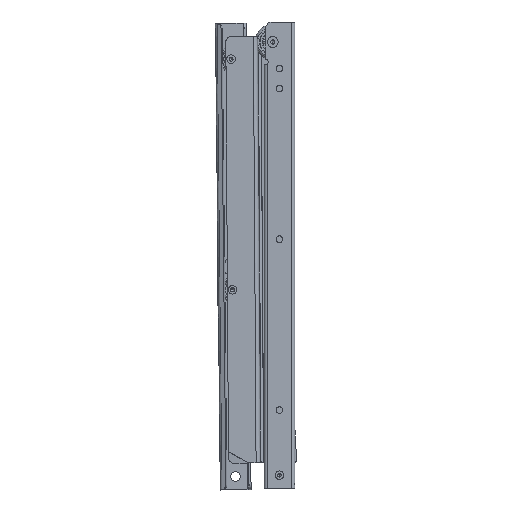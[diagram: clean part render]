
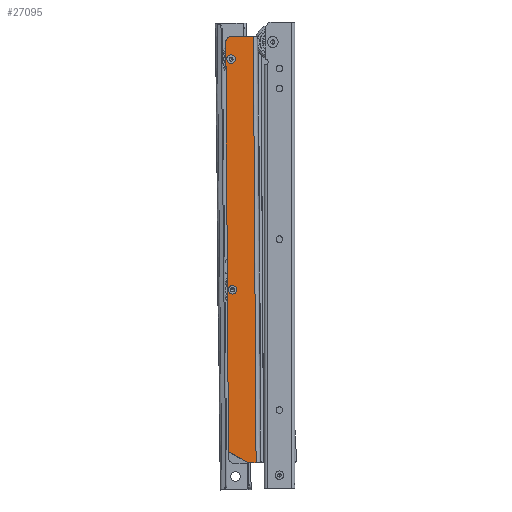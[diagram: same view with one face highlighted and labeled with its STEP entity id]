
A CAD part, left-side view. The second image highlights one B-rep face of the part: STEP entity #27095.
In plain terms, the highlighted planar face has unit normal (-1, 0, 0).
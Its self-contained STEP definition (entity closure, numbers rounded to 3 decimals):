
#5 = DIRECTION ( 'NONE',  ( 0., -1., 0. ) ) ;
#616 = VERTEX_POINT ( 'NONE', #44435 ) ;
#637 = EDGE_CURVE ( 'NONE', #47300, #3855, #15814, .T. ) ;
#2169 = DIRECTION ( 'NONE',  ( 0., -1., 0. ) ) ;
#2494 = CARTESIAN_POINT ( 'NONE',  ( -7.5, 1.225, 0. ) ) ;
#3207 = LINE ( 'NONE', #35587, #21375 ) ;
#3471 = DIRECTION ( 'NONE',  ( -1., 0., 0. ) ) ;
#3794 = CARTESIAN_POINT ( 'NONE',  ( -7.5, 18.1, -17. ) ) ;
#3855 = VERTEX_POINT ( 'NONE', #22529 ) ;
#4036 = EDGE_CURVE ( 'NONE', #41237, #48727, #13958, .T. ) ;
#4105 = ORIENTED_EDGE ( 'NONE', *, *, #20946, .T. ) ;
#5791 = CIRCLE ( 'NONE', #14491, 4. ) ;
#6365 = CARTESIAN_POINT ( 'NONE',  ( -7.5, 18.1, -13.8 ) ) ;
#6417 = DIRECTION ( 'NONE',  ( 0., 0., 1. ) ) ;
#7434 = DIRECTION ( 'NONE',  ( 1., 0., 0. ) ) ;
#8404 = DIRECTION ( 'NONE',  ( 1., 0., 0. ) ) ;
#9516 = ORIENTED_EDGE ( 'NONE', *, *, #51904, .T. ) ;
#10812 = AXIS2_PLACEMENT_3D ( 'NONE', #44013, #3471, #39911 ) ;
#13544 = VERTEX_POINT ( 'NONE', #2494 ) ;
#13958 = LINE ( 'NONE', #17738, #52487 ) ;
#14491 = AXIS2_PLACEMENT_3D ( 'NONE', #45489, #24174, #27482 ) ;
#14635 = FACE_BOUND ( 'NONE', #16905, .T. ) ;
#15618 = VERTEX_POINT ( 'NONE', #6365 ) ;
#15814 = CIRCLE ( 'NONE', #34936, 3.2 ) ;
#16666 = LINE ( 'NONE', #46549, #32755 ) ;
#16905 = EDGE_LOOP ( 'NONE', ( #26170, #4105 ) ) ;
#17620 = EDGE_CURVE ( 'NONE', #39290, #13544, #32957, .T. ) ;
#17738 = CARTESIAN_POINT ( 'NONE',  ( -7.5, 18.121, -313.454 ) ) ;
#17899 = ORIENTED_EDGE ( 'NONE', *, *, #21819, .T. ) ;
#18107 = AXIS2_PLACEMENT_3D ( 'NONE', #47555, #36156, #2169 ) ;
#18621 = CARTESIAN_POINT ( 'NONE',  ( -7.5, 1.225, -320. ) ) ;
#20079 = EDGE_LOOP ( 'NONE', ( #26563, #37953, #29747, #48425, #9516, #48956 ) ) ;
#20946 = EDGE_CURVE ( 'NONE', #49154, #15618, #32909, .T. ) ;
#21375 = VECTOR ( 'NONE', #44017, 1000. ) ;
#21819 = EDGE_CURVE ( 'NONE', #3855, #47300, #25172, .T. ) ;
#22529 = CARTESIAN_POINT ( 'NONE',  ( -7.5, 18.1, -186.8 ) ) ;
#23667 = EDGE_CURVE ( 'NONE', #616, #13544, #47207, .T. ) ;
#24174 = DIRECTION ( 'NONE',  ( -1., 0., 0. ) ) ;
#24244 = CARTESIAN_POINT ( 'NONE',  ( -7.5, 17.9, 0. ) ) ;
#25172 = CIRCLE ( 'NONE', #45138, 3.2 ) ;
#25788 = DIRECTION ( 'NONE',  ( 1., 0., 0. ) ) ;
#26170 = ORIENTED_EDGE ( 'NONE', *, *, #33628, .T. ) ;
#26206 = DIRECTION ( 'NONE',  ( 0., 0.866, 0.5 ) ) ;
#26230 = VERTEX_POINT ( 'NONE', #35923 ) ;
#26563 = ORIENTED_EDGE ( 'NONE', *, *, #4036, .F. ) ;
#27095 = ADVANCED_FACE ( 'NONE', ( #48078, #14635, #27422 ), #31775, .T. ) ;
#27422 = FACE_OUTER_BOUND ( 'NONE', #20079, .T. ) ;
#27482 = DIRECTION ( 'NONE',  ( 0., -1., 0. ) ) ;
#28131 = CARTESIAN_POINT ( 'NONE',  ( -7.5, 6.783, -320. ) ) ;
#28715 = ORIENTED_EDGE ( 'NONE', *, *, #637, .T. ) ;
#29747 = ORIENTED_EDGE ( 'NONE', *, *, #23667, .T. ) ;
#31775 = PLANE ( 'NONE',  #10812 ) ;
#32755 = VECTOR ( 'NONE', #42454, 1000. ) ;
#32909 = CIRCLE ( 'NONE', #18107, 3.2 ) ;
#32957 = LINE ( 'NONE', #36255, #47269 ) ;
#33628 = EDGE_CURVE ( 'NONE', #15618, #49154, #41741, .T. ) ;
#33974 = CARTESIAN_POINT ( 'NONE',  ( -7.5, 18.1, -190. ) ) ;
#34936 = AXIS2_PLACEMENT_3D ( 'NONE', #44691, #7434, #36278 ) ;
#35215 = EDGE_LOOP ( 'NONE', ( #17899, #28715 ) ) ;
#35587 = CARTESIAN_POINT ( 'NONE',  ( -7.5, 21.9, -320. ) ) ;
#35923 = CARTESIAN_POINT ( 'NONE',  ( -7.5, 21.9, -4. ) ) ;
#36156 = DIRECTION ( 'NONE',  ( 1., 0., 0. ) ) ;
#36255 = CARTESIAN_POINT ( 'NONE',  ( -7.5, 21.9, 0. ) ) ;
#36278 = DIRECTION ( 'NONE',  ( 0., -1., 0. ) ) ;
#36774 = CARTESIAN_POINT ( 'NONE',  ( -7.5, 18.1, -193.2 ) ) ;
#37953 = ORIENTED_EDGE ( 'NONE', *, *, #44920, .T. ) ;
#39290 = VERTEX_POINT ( 'NONE', #24244 ) ;
#39911 = DIRECTION ( 'NONE',  ( 0., -1., 0. ) ) ;
#40607 = EDGE_CURVE ( 'NONE', #48727, #26230, #3207, .T. ) ;
#41237 = VERTEX_POINT ( 'NONE', #28131 ) ;
#41741 = CIRCLE ( 'NONE', #44414, 3.2 ) ;
#42113 = DIRECTION ( 'NONE',  ( 0., -1., 0. ) ) ;
#42454 = DIRECTION ( 'NONE',  ( 0., -1., 0. ) ) ;
#44013 = CARTESIAN_POINT ( 'NONE',  ( -7.5, 21.9, -320. ) ) ;
#44017 = DIRECTION ( 'NONE',  ( 0., 0., 1. ) ) ;
#44414 = AXIS2_PLACEMENT_3D ( 'NONE', #3794, #8404, #5 ) ;
#44435 = CARTESIAN_POINT ( 'NONE',  ( -7.5, 1.225, -320. ) ) ;
#44691 = CARTESIAN_POINT ( 'NONE',  ( -7.5, 18.1, -190. ) ) ;
#44920 = EDGE_CURVE ( 'NONE', #41237, #616, #16666, .T. ) ;
#45138 = AXIS2_PLACEMENT_3D ( 'NONE', #33974, #25788, #42113 ) ;
#45489 = CARTESIAN_POINT ( 'NONE',  ( -7.5, 17.9, -4. ) ) ;
#46549 = CARTESIAN_POINT ( 'NONE',  ( -7.5, 21.9, -320. ) ) ;
#46999 = VECTOR ( 'NONE', #6417, 1000. ) ;
#47207 = LINE ( 'NONE', #18621, #46999 ) ;
#47269 = VECTOR ( 'NONE', #53601, 1000. ) ;
#47300 = VERTEX_POINT ( 'NONE', #36774 ) ;
#47555 = CARTESIAN_POINT ( 'NONE',  ( -7.5, 18.1, -17. ) ) ;
#48078 = FACE_BOUND ( 'NONE', #35215, .T. ) ;
#48425 = ORIENTED_EDGE ( 'NONE', *, *, #17620, .F. ) ;
#48727 = VERTEX_POINT ( 'NONE', #50037 ) ;
#48956 = ORIENTED_EDGE ( 'NONE', *, *, #40607, .F. ) ;
#49154 = VERTEX_POINT ( 'NONE', #49794 ) ;
#49794 = CARTESIAN_POINT ( 'NONE',  ( -7.5, 18.1, -20.2 ) ) ;
#50037 = CARTESIAN_POINT ( 'NONE',  ( -7.5, 21.9, -311.272 ) ) ;
#51904 = EDGE_CURVE ( 'NONE', #39290, #26230, #5791, .T. ) ;
#52487 = VECTOR ( 'NONE', #26206, 1000. ) ;
#53601 = DIRECTION ( 'NONE',  ( 0., -1., 0. ) ) ;
